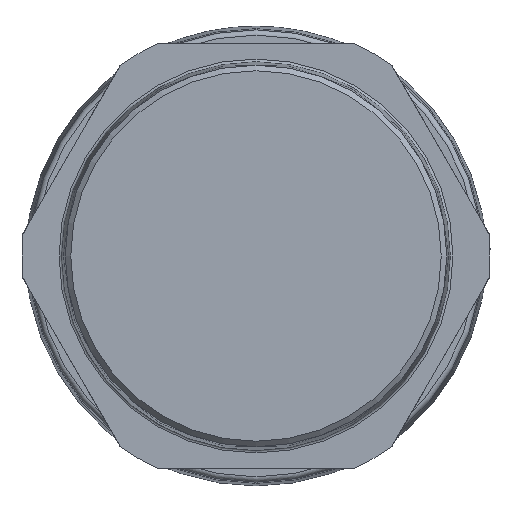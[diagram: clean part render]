
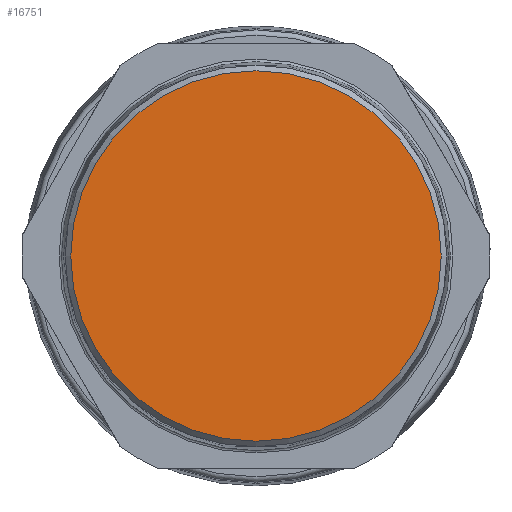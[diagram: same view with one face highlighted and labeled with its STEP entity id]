
A CAD part, left-side view. The second image highlights one B-rep face of the part: STEP entity #16751.
In plain terms, the highlighted planar face has unit normal (-1, 0, 0).
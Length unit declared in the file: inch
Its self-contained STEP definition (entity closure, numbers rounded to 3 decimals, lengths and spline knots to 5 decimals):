
#1610=PLANE('',#18478);
#2483=FACE_OUTER_BOUND('',#3384,.T.);
#3384=EDGE_LOOP('',(#14680));
#4291=CIRCLE('',#18479,1.3706);
#7316=VERTEX_POINT('',#34966);
#9780=EDGE_CURVE('',#7316,#7316,#4291,.T.);
#14680=ORIENTED_EDGE('',*,*,#9780,.F.);
#16751=ADVANCED_FACE('',(#2483),#1610,.T.);
#18478=AXIS2_PLACEMENT_3D('',#34965,#22572,#22573);
#18479=AXIS2_PLACEMENT_3D('',#34967,#22574,#22575);
#22572=DIRECTION('center_axis',(-1.,0.,0.));
#22573=DIRECTION('ref_axis',(0.,0.,
-1.));
#22574=DIRECTION('center_axis',(1.,0.,0.));
#22575=DIRECTION('ref_axis',(0.,1.,0.));
#34965=CARTESIAN_POINT('Origin',(-2.52992,-1.40997,0.));
#34966=CARTESIAN_POINT('',(-2.52992,-1.3706,0.));
#34967=CARTESIAN_POINT('Origin',(-2.52992,0.,
0.));
